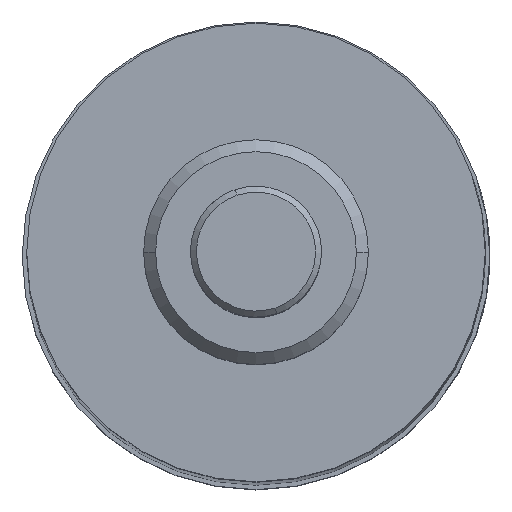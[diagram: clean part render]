
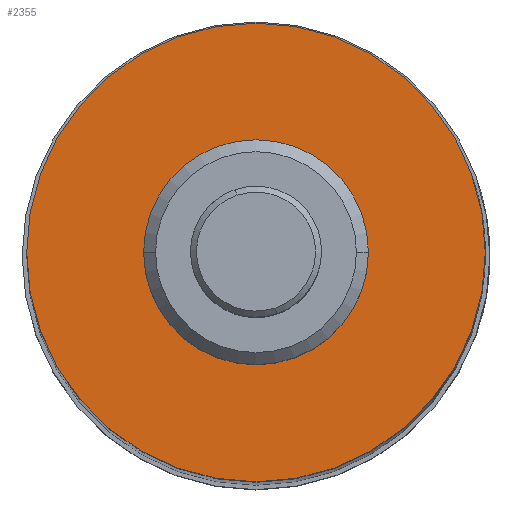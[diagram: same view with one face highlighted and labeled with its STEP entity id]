
A CAD part, top view. The second image highlights one B-rep face of the part: STEP entity #2355.
In plain terms, the highlighted planar face has unit normal (0, 0, 1).
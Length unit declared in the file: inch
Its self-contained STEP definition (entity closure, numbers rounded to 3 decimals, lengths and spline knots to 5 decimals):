
#22 = EDGE_CURVE ( 'NONE', #424, #1519, #1980, .T. ) ;
#135 = DIRECTION ( 'NONE',  ( 1., 0., 0. ) ) ;
#144 = DIRECTION ( 'NONE',  ( 0., 0., 1. ) ) ;
#154 = CIRCLE ( 'NONE', #999, 0.373 ) ;
#200 = FACE_OUTER_BOUND ( 'NONE', #1546, .T. ) ;
#239 = PLANE ( 'NONE',  #401 ) ;
#401 = AXIS2_PLACEMENT_3D ( 'NONE', #442, #874, #2309 ) ;
#424 = VERTEX_POINT ( 'NONE', #1856 ) ;
#442 = CARTESIAN_POINT ( 'NONE',  ( 0., 0.373, -0.88 ) ) ;
#459 = DIRECTION ( 'NONE',  ( 0., 0., 1. ) ) ;
#874 = DIRECTION ( 'NONE',  ( 0., 0., -1. ) ) ;
#999 = AXIS2_PLACEMENT_3D ( 'NONE', #2454, #1230, #2660 ) ;
#1076 = CARTESIAN_POINT ( 'NONE',  ( 0.765, 0., -0.88 ) ) ;
#1162 = ORIENTED_EDGE ( 'NONE', *, *, #22, .F. ) ;
#1230 = DIRECTION ( 'NONE',  ( 0., 0., 1. ) ) ;
#1242 = CARTESIAN_POINT ( 'NONE',  ( -0.765, 0., -0.88 ) ) ;
#1258 = VERTEX_POINT ( 'NONE', #1242 ) ;
#1296 = ORIENTED_EDGE ( 'NONE', *, *, #2154, .T. ) ;
#1314 = EDGE_LOOP ( 'NONE', ( #2483, #1162 ) ) ;
#1318 = CARTESIAN_POINT ( 'NONE',  ( 0.373, 0., -0.88 ) ) ;
#1363 = AXIS2_PLACEMENT_3D ( 'NONE', #2622, #1404, #135 ) ;
#1404 = DIRECTION ( 'NONE',  ( 0., 0., 1. ) ) ;
#1410 = CARTESIAN_POINT ( 'NONE',  ( 0., 0., -0.88 ) ) ;
#1419 = VERTEX_POINT ( 'NONE', #1076 ) ;
#1519 = VERTEX_POINT ( 'NONE', #1318 ) ;
#1546 = EDGE_LOOP ( 'NONE', ( #2551, #1296 ) ) ;
#1605 = DIRECTION ( 'NONE',  ( 1., 0., 0. ) ) ;
#1708 = CARTESIAN_POINT ( 'NONE',  ( 0., 0., -0.88 ) ) ;
#1856 = CARTESIAN_POINT ( 'NONE',  ( -0.373, 0., -0.88 ) ) ;
#1881 = EDGE_CURVE ( 'NONE', #1519, #424, #154, .T. ) ;
#1914 = AXIS2_PLACEMENT_3D ( 'NONE', #1708, #459, #1929 ) ;
#1929 = DIRECTION ( 'NONE',  ( 1., 0., 0. ) ) ;
#1980 = CIRCLE ( 'NONE', #1914, 0.373 ) ;
#2047 = CIRCLE ( 'NONE', #2054, 0.765 ) ;
#2054 = AXIS2_PLACEMENT_3D ( 'NONE', #1410, #144, #1605 ) ;
#2133 = EDGE_CURVE ( 'NONE', #1419, #1258, #2161, .T. ) ;
#2154 = EDGE_CURVE ( 'NONE', #1258, #1419, #2047, .T. ) ;
#2161 = CIRCLE ( 'NONE', #1363, 0.765 ) ;
#2276 = FACE_BOUND ( 'NONE', #1314, .T. ) ;
#2309 = DIRECTION ( 'NONE',  ( -1., 0., 0. ) ) ;
#2355 = ADVANCED_FACE ( 'NONE', ( #2276, #200 ), #239, .F. ) ;
#2454 = CARTESIAN_POINT ( 'NONE',  ( 0., 0., -0.88 ) ) ;
#2483 = ORIENTED_EDGE ( 'NONE', *, *, #1881, .F. ) ;
#2551 = ORIENTED_EDGE ( 'NONE', *, *, #2133, .T. ) ;
#2622 = CARTESIAN_POINT ( 'NONE',  ( 0., 0., -0.88 ) ) ;
#2660 = DIRECTION ( 'NONE',  ( 1., 0., 0. ) ) ;
